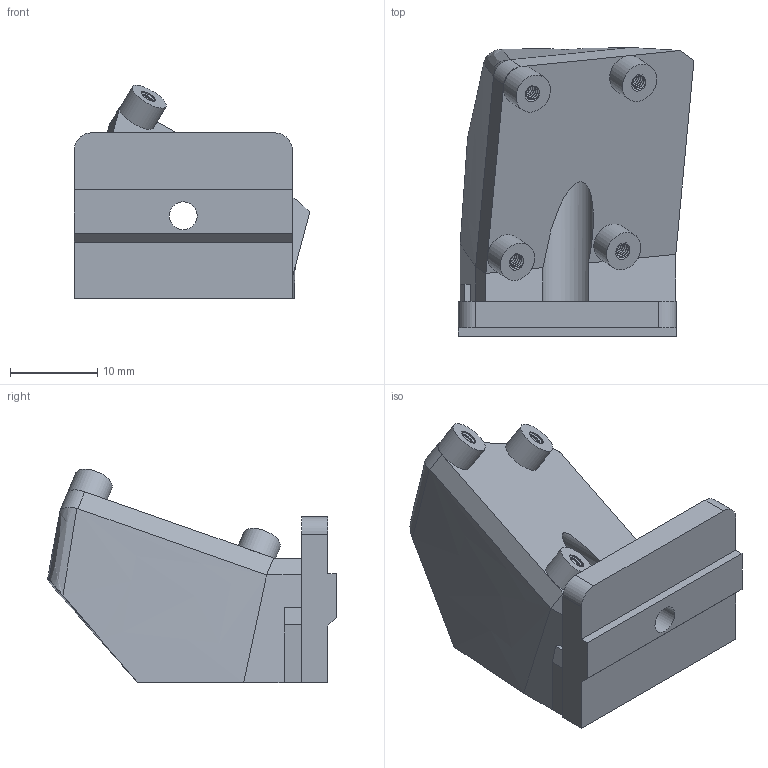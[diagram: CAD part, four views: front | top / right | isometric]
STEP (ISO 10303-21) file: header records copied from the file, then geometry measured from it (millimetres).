
FILE_DESCRIPTION(/* description */ (''),/* implementation_level */ '2;1');
FILE_NAME(/* name */ 'PiCamMount350 v2.step',/* time_stamp */ '2019-02-02T10:03:14-08:00',/* author */ ('alecAS9MY'),/* organization */ (''),/* preprocessor_version */ 'ST-DEVELOPER v17.2',/* originating_system */ 'Autodesk Translation Framework v7.6.0.251',/* authorisation */ '');
FILE_SCHEMA (('AUTOMOTIVE_DESIGN { 1 0 10303 214 3 1 1 }'));
Length unit declared in the file: millimetre
Products named in the file (3): PiCamMount350; Base; Mount
Assembly tree (2 placements, depth 2):
  PiCamMount350
    Base
    Mount
Bounding box: 27.03 x 33.09 x 24.46 mm (x, y, z)
Volume: 7932.5 mm3; surface area: 4397.1 mm2
Topology: 2 solids, 2 shells, 175 faces, 481 edges, 313 vertices
Faces by surface type: cylinder 122, plane 40, bspline 13
Full cylindrical faces by diameter (mm): 1.623 x48, 2.074 x52, 3.2 x1, 4.5 x4, 6 x2
Entity records: 12236 total; most frequent: CARTESIAN_POINT 8182, ORIENTED_EDGE 964, DIRECTION 616, EDGE_CURVE 482, VERTEX_POINT 314, B_SPLINE_CURVE_WITH_KNOTS 244, AXIS2_PLACEMENT_3D 211, LINE 194
